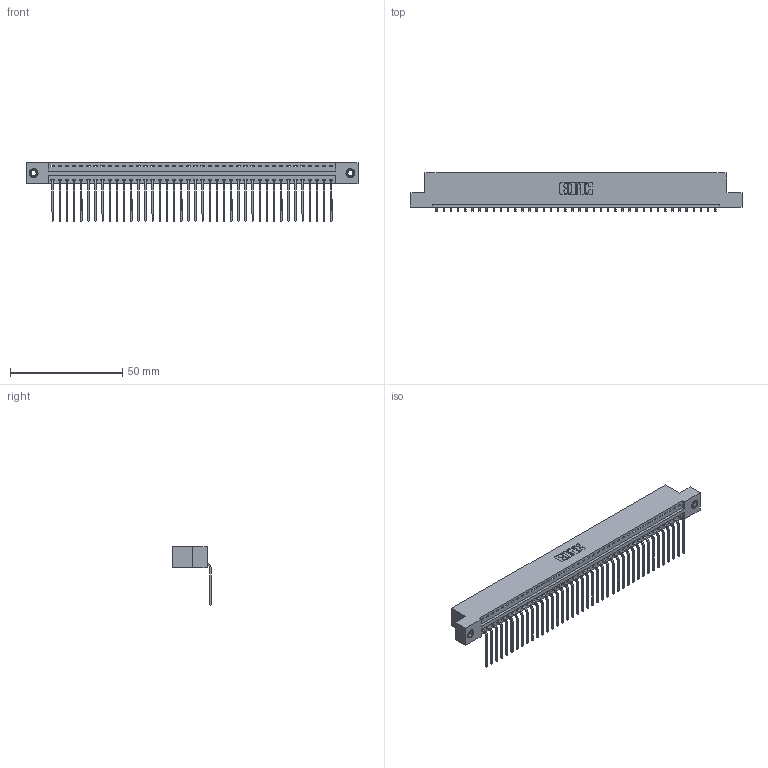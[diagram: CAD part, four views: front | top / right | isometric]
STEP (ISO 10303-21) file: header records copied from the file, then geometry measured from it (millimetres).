
FILE_DESCRIPTION (( 'STEP AP203' ), '1' );
FILE_NAME ('346-040-559-108.STEP', '2018-08-24T10:33:25', ( '' ), ( '' ), 'SwSTEP 2.0', 'SolidWorks 2016', '' );
FILE_SCHEMA (( 'CONFIG_CONTROL_DESIGN' ));
Length unit declared in the file: inch
Products named in the file (4): 345-292-001_558 559 Tail - 1; 345-250-001_345-250-003-102; 346-040-559-108; 346 Part_Flush Mounting Lugs - 0.156 Dia-TI
Assembly tree (43 placements, depth 2):
  346-040-559-108
    346 Part_Flush Mounting Lugs - 0.156 Dia-TI
    345-292-001_558 559 Tail - 1  x40
    345-250-001_345-250-003-102  x2
Bounding box: 147.57 x 17.08 x 26.16 mm (x, y, z)
Volume: 14239.1 mm3; surface area: 18592.3 mm2
Topology: 43 solids, 43 shells, 2582 faces, 7745 edges, 5102 vertices
Faces by surface type: plane 1788, cylinder 778, cone 12, torus 4
Entity records: 26364 total; most frequent: CARTESIAN_POINT 4503, ORIENTED_EDGE 4470, DIRECTION 4001, EDGE_CURVE 2235, VECTOR 1923, LINE 1923, VERTEX_POINT 1484, AXIS2_PLACEMENT_3D 1039
